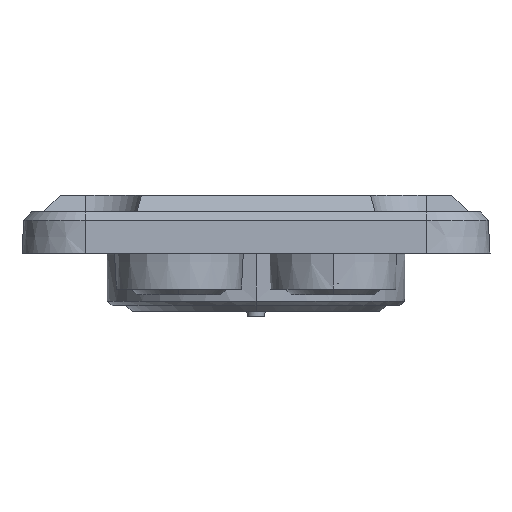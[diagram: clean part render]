
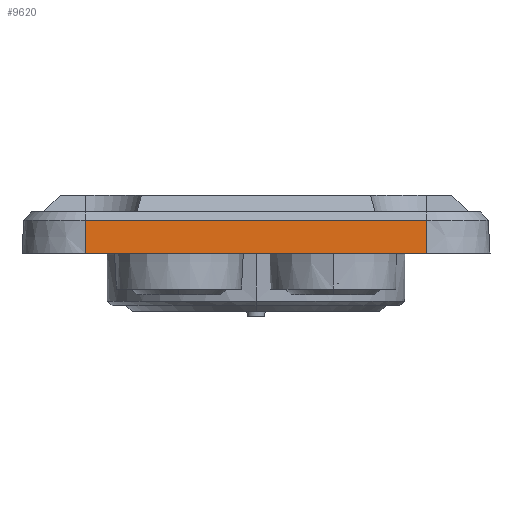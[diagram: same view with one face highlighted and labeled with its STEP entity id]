
A CAD part, left-side view. The second image highlights one B-rep face of the part: STEP entity #9620.
In plain terms, the highlighted planar face has unit normal (-0.999, 0, 0.052).
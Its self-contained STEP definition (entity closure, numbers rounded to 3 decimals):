
#209 = CARTESIAN_POINT ( 'NONE',  ( -107.686, 31., 5. ) ) ;
#265 = LINE ( 'NONE', #9357, #10524 ) ;
#279 = DIRECTION ( 'NONE',  ( 0., 1., 0. ) ) ;
#1072 = EDGE_CURVE ( 'NONE', #7002, #10529, #7642, .T. ) ;
#1968 = VERTEX_POINT ( 'NONE', #2444 ) ;
#2131 = EDGE_LOOP ( 'NONE', ( #6829, #5200, #9665, #4798 ) ) ;
#2404 = LINE ( 'NONE', #4501, #10164 ) ;
#2444 = CARTESIAN_POINT ( 'NONE',  ( -107.686, -31., 5. ) ) ;
#2487 = CARTESIAN_POINT ( 'NONE',  ( -108., -31., -1. ) ) ;
#2654 = DIRECTION ( 'NONE',  ( 0.052, 0., 0.999 ) ) ;
#2697 = CARTESIAN_POINT ( 'NONE',  ( -108., 31., -1. ) ) ;
#2701 = EDGE_CURVE ( 'NONE', #1968, #10529, #265, .T. ) ;
#3523 = CARTESIAN_POINT ( 'NONE',  ( -108., 31., -1. ) ) ;
#3524 = DIRECTION ( 'NONE',  ( -0.999, 0., 0.052 ) ) ;
#3637 = PLANE ( 'NONE',  #5589 ) ;
#4119 = EDGE_CURVE ( 'NONE', #1968, #4152, #2404, .T. ) ;
#4152 = VERTEX_POINT ( 'NONE', #209 ) ;
#4501 = CARTESIAN_POINT ( 'NONE',  ( -107.686, 31., 5. ) ) ;
#4546 = DIRECTION ( 'NONE',  ( -0.052, 0., -0.999 ) ) ;
#4798 = ORIENTED_EDGE ( 'NONE', *, *, #7490, .T. ) ;
#5038 = CARTESIAN_POINT ( 'NONE',  ( -108., -31., -1. ) ) ;
#5200 = ORIENTED_EDGE ( 'NONE', *, *, #2701, .F. ) ;
#5365 = VECTOR ( 'NONE', #4546, 1000. ) ;
#5589 = AXIS2_PLACEMENT_3D ( 'NONE', #10235, #3524, #2654 ) ;
#5935 = DIRECTION ( 'NONE',  ( 0., -1., 0. ) ) ;
#6829 = ORIENTED_EDGE ( 'NONE', *, *, #1072, .T. ) ;
#6988 = FACE_OUTER_BOUND ( 'NONE', #2131, .T. ) ;
#7002 = VERTEX_POINT ( 'NONE', #3523 ) ;
#7377 = VECTOR ( 'NONE', #5935, 1000. ) ;
#7490 = EDGE_CURVE ( 'NONE', #4152, #7002, #10490, .T. ) ;
#7642 = LINE ( 'NONE', #2487, #7377 ) ;
#9357 = CARTESIAN_POINT ( 'NONE',  ( -108., -31., -1. ) ) ;
#9620 = ADVANCED_FACE ( 'NONE', ( #6988 ), #3637, .T. ) ;
#9665 = ORIENTED_EDGE ( 'NONE', *, *, #4119, .T. ) ;
#10164 = VECTOR ( 'NONE', #279, 1000. ) ;
#10235 = CARTESIAN_POINT ( 'NONE',  ( -108., -31., -1. ) ) ;
#10320 = DIRECTION ( 'NONE',  ( -0.052, 0., -0.999 ) ) ;
#10490 = LINE ( 'NONE', #2697, #5365 ) ;
#10524 = VECTOR ( 'NONE', #10320, 1000. ) ;
#10529 = VERTEX_POINT ( 'NONE', #5038 ) ;
